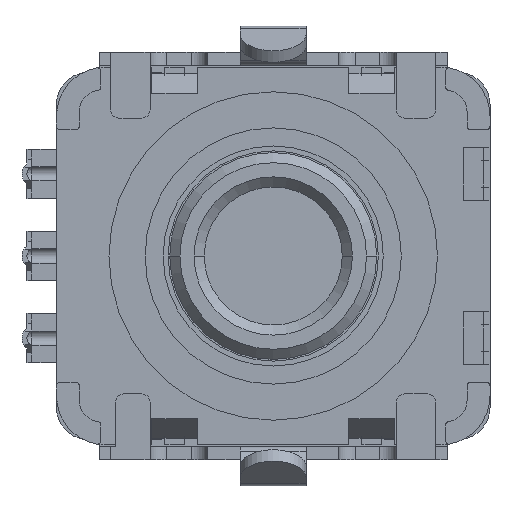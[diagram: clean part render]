
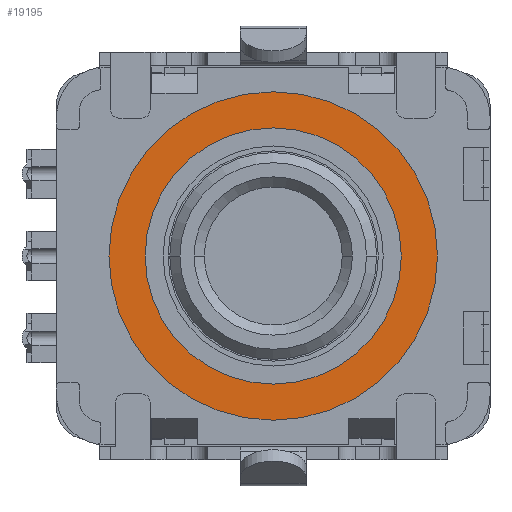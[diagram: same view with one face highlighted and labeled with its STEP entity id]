
A CAD part, front view. The second image highlights one B-rep face of the part: STEP entity #19195.
In plain terms, the highlighted face is planar.
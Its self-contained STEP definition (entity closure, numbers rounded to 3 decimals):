
#17360=CARTESIAN_POINT('',(0.,0.,0.3));
#17361=DIRECTION('',(0.,0.,-1.));
#17362=DIRECTION('',(0.,-1.,0.));
#17363=AXIS2_PLACEMENT_3D('',#17360,#17361,#17362);
#17365=CARTESIAN_POINT('',(0.,0.,0.3));
#17366=DIRECTION('',(0.,0.,-1.));
#17367=DIRECTION('',(0.,1.,0.));
#17368=AXIS2_PLACEMENT_3D('',#17365,#17366,#17367);
#17370=CARTESIAN_POINT('',(0.,0.,0.3));
#17371=DIRECTION('',(0.,0.,1.));
#17372=DIRECTION('',(0.,-1.,0.));
#17373=AXIS2_PLACEMENT_3D('',#17370,#17371,#17372);
#17375=CARTESIAN_POINT('',(0.,0.,0.3));
#17376=DIRECTION('',(0.,0.,1.));
#17377=DIRECTION('',(0.,1.,0.));
#17378=AXIS2_PLACEMENT_3D('',#17375,#17376,#17377);
#18650=CARTESIAN_POINT('',(0.,-5.,0.3));
#18651=CARTESIAN_POINT('',(0.,5.,0.3));
#18652=VERTEX_POINT('',#18650);
#18653=VERTEX_POINT('',#18651);
#18654=CARTESIAN_POINT('',(0.,-3.9,0.3));
#18655=CARTESIAN_POINT('',(0.,3.9,0.3));
#18656=VERTEX_POINT('',#18654);
#18657=VERTEX_POINT('',#18655);
#19180=CARTESIAN_POINT('',(0.,0.,0.3));
#19181=DIRECTION('',(0.,0.,-1.));
#19182=DIRECTION('',(0.,-1.,0.));
#19183=AXIS2_PLACEMENT_3D('',#19180,#19181,#19182);
#19184=PLANE('',#19183);
#19185=ORIENTED_EDGE('',*,*,#19160,.F.);
#19186=ORIENTED_EDGE('',*,*,#19174,.F.);
#19187=EDGE_LOOP('',(#19185,#19186));
#19188=FACE_OUTER_BOUND('',#19187,.F.);
#19190=ORIENTED_EDGE('',*,*,#19189,.F.);
#19192=ORIENTED_EDGE('',*,*,#19191,.F.);
#19193=EDGE_LOOP('',(#19190,#19192));
#19194=FACE_BOUND('',#19193,.F.);
#19195=ADVANCED_FACE('',(#19188,#19194),#19184,.T.);
#17364=CIRCLE('',#17363,5.);
#17369=CIRCLE('',#17368,5.);
#17374=CIRCLE('',#17373,3.9);
#17379=CIRCLE('',#17378,3.9);
#19160=EDGE_CURVE('',#18652,#18653,#17364,.T.);
#19174=EDGE_CURVE('',#18653,#18652,#17369,.T.);
#19189=EDGE_CURVE('',#18656,#18657,#17374,.T.);
#19191=EDGE_CURVE('',#18657,#18656,#17379,.T.);
